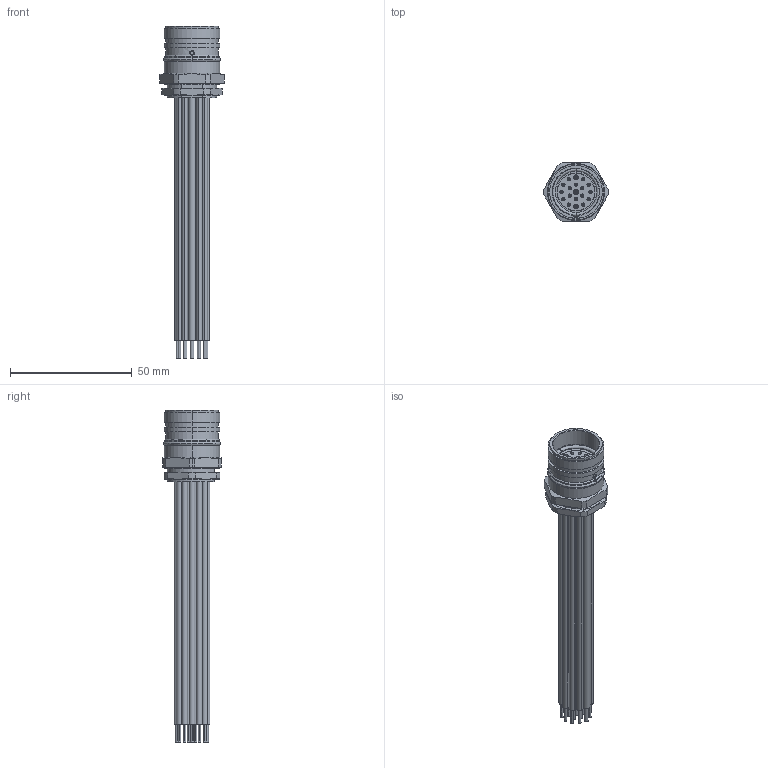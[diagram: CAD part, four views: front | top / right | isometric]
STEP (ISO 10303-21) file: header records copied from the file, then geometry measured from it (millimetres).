
FILE_DESCRIPTION((''),'2;1');
FILE_NAME('242159_SM01_ASM','2024-08-29T13:42:15',('banengservice'),('BANNER ENGINEERING'),'CREO PARAMETRIC BY PTC INC, 2022414','CREO PARAMETRIC BY PTC INC, 2022414','');
FILE_SCHEMA(('CONFIG_CONTROL_DESIGN'));
Length unit declared in the file: millimetre
Products named in the file (3): 242159_EP01; 242159_NUT; 242159_SM01_ASM
Assembly tree (2 placements, depth 2):
  242159_SM01_ASM
    242159_EP01
    242159_NUT
Bounding box: 26.5 x 24 x 136.5 mm (x, y, z)
Volume: 18499.2 mm3; surface area: 23402.3 mm2
Topology: 4 solids, 5 shells, 922 faces, 2496 edges, 1634 vertices
Faces by surface type: cylinder 406, plane 371, cone 133, torus 12
Entity records: 29953 total; most frequent: CARTESIAN_POINT 5828, DIRECTION 5335, ORIENTED_EDGE 4928, EDGE_CURVE 2464, AXIS2_PLACEMENT_3D 2101, VERTEX_POINT 1634, CIRCLE 1174, VECTOR 1133
